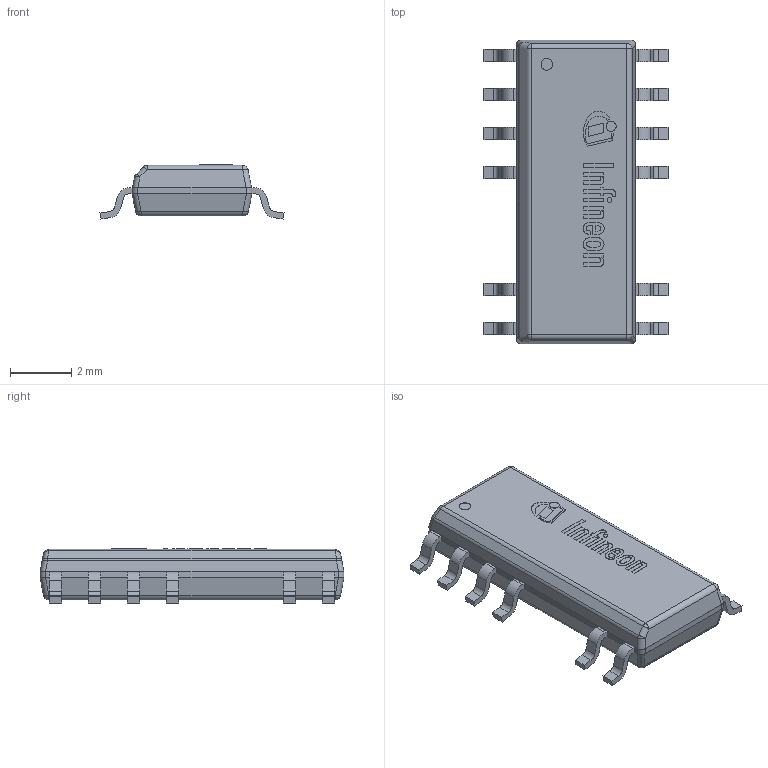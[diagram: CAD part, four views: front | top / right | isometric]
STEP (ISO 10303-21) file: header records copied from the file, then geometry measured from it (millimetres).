
FILE_DESCRIPTION(/* description */ (''),/* implementation_level */ '2;1');
FILE_NAME(/* name */ 'PG-DSO-12-24_Z8B00246569_V04_3D.stp',/* time_stamp */ '2025-02-17T19:02:45+05:30',/* author */ ('sivamani'),/* organization */ (''),/* preprocessor_version */ 'ST-DEVELOPER v19.2',/* originating_system */ 'AutoCAD Mechanical',/* authorisation */ '');
FILE_SCHEMA (('AUTOMOTIVE_DESIGN { 1 0 10303 214 3 1 1 }'));
Length unit declared in the file: millimetre
Products named in the file (1): Product
Bounding box: 6 x 9.9 x 1.76 mm (x, y, z)
Volume: 61.5 mm3; surface area: 293.2 mm2
Topology: 28 solids, 28 shells, 341 faces, 818 edges, 535 vertices
Faces by surface type: plane 234, cylinder 78, bspline 18, sphere 10, torus 1
Full cylindrical faces by diameter (mm): 0.16 x1, 0.329 x1, 0.38 x2, 1.27 x1
Entity records: 10068 total; most frequent: CARTESIAN_POINT 2065, ORIENTED_EDGE 1636, DIRECTION 1588, EDGE_CURVE 818, LINE 624, VECTOR 624, VERTEX_POINT 535, AXIS2_PLACEMENT_3D 482
